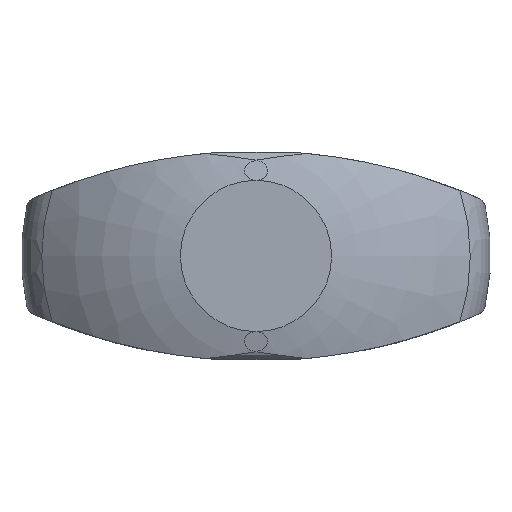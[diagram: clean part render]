
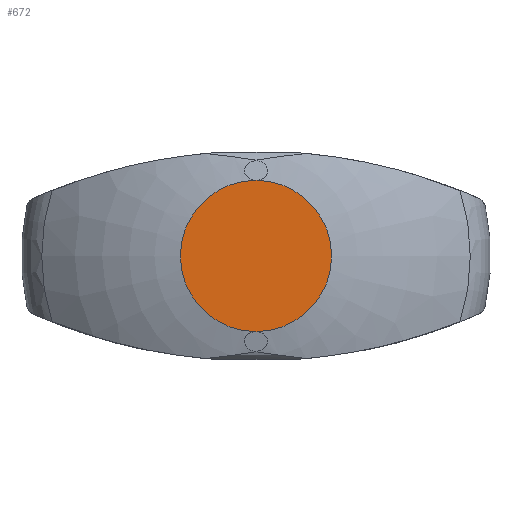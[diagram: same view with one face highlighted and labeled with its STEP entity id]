
A CAD part, top view. The second image highlights one B-rep face of the part: STEP entity #672.
In plain terms, the highlighted planar face has unit normal (0, 0, 1).
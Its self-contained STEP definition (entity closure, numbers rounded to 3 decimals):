
#672=ADVANCED_FACE('',(#1985),#1986,.T.);
#742=EDGE_CURVE('',#928,#1528,#2064,.T.);
#928=VERTEX_POINT('',#2268);
#1124=EDGE_CURVE('',#1528,#928,#2485,.T.);
#1528=VERTEX_POINT('',#2926);
#1985=FACE_OUTER_BOUND('',#3404,.T.);
#1986=PLANE('',#3405);
#2064=CIRCLE('',#3557,5.8);
#2268=CARTESIAN_POINT('',(0.0,5.8,31.));
#2485=CIRCLE('',#4656,5.8);
#2926=CARTESIAN_POINT('',(0.0,-5.8,31.));
#3404=EDGE_LOOP('',(#7333,#7334));
#3405=AXIS2_PLACEMENT_3D('',#7335,#7336,#7337);
#3557=AXIS2_PLACEMENT_3D('',#7444,#7445,#7446);
#4656=AXIS2_PLACEMENT_3D('',#7932,#7933,#7934);
#7333=ORIENTED_EDGE('',*,*,#1124,.F.);
#7334=ORIENTED_EDGE('',*,*,#742,.F.);
#7335=CARTESIAN_POINT('',(-2.9,0.,31.0));
#7336=DIRECTION('',(-0.0,0.,1.0));
#7337=DIRECTION('',(1.0,0.0,0.0));
#7444=CARTESIAN_POINT('',(0.0,0.,31.0));
#7445=DIRECTION('',(-0.0,0.,-1.0));
#7446=DIRECTION('',(-1.0,0.0,0.0));
#7932=CARTESIAN_POINT('',(0.0,0.,31.0));
#7933=DIRECTION('',(-0.0,0.,-1.0));
#7934=DIRECTION('',(-1.0,0.0,0.0));
